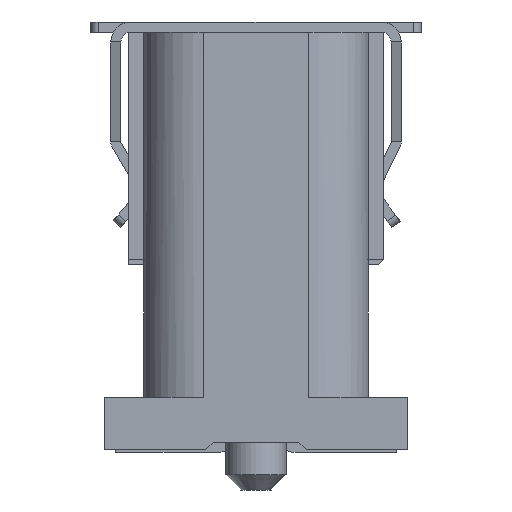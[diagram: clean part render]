
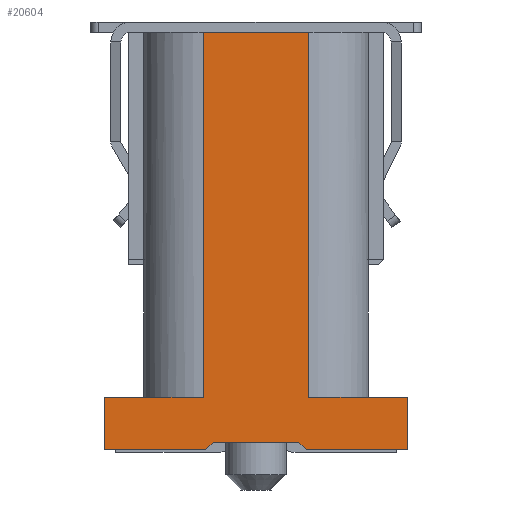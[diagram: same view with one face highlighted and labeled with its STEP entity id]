
A CAD part, left-side view. The second image highlights one B-rep face of the part: STEP entity #20604.
In plain terms, the highlighted planar face has unit normal (-1, 0, 0).
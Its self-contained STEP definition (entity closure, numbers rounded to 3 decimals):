
#812=ORIENTED_EDGE('',*,*,#6928,.F.);
#813=ORIENTED_EDGE('',*,*,#6907,.T.);
#814=ORIENTED_EDGE('',*,*,#6790,.F.);
#815=ORIENTED_EDGE('',*,*,#6819,.F.);
#816=ORIENTED_EDGE('',*,*,#6846,.F.);
#817=ORIENTED_EDGE('',*,*,#6848,.F.);
#818=ORIENTED_EDGE('',*,*,#6824,.F.);
#819=ORIENTED_EDGE('',*,*,#6834,.F.);
#820=ORIENTED_EDGE('',*,*,#6946,.F.);
#821=ORIENTED_EDGE('',*,*,#6917,.F.);
#822=ORIENTED_EDGE('',*,*,#6914,.F.);
#823=ORIENTED_EDGE('',*,*,#6931,.F.);
#6790=EDGE_CURVE('',#9887,#9888,#11939,.T.);
#6819=EDGE_CURVE('',#9911,#9887,#11963,.T.);
#6824=EDGE_CURVE('',#9916,#9917,#11967,.T.);
#6834=EDGE_CURVE('',#9923,#9916,#11977,.T.);
#6846=EDGE_CURVE('',#9931,#9911,#11987,.T.);
#6848=EDGE_CURVE('',#9917,#9931,#11989,.T.);
#6907=EDGE_CURVE('',#9971,#9888,#12046,.T.);
#6914=EDGE_CURVE('',#9977,#9973,#12051,.T.);
#6917=EDGE_CURVE('',#9973,#9979,#12054,.T.);
#6928=EDGE_CURVE('',#9971,#9987,#12063,.T.);
#6931=EDGE_CURVE('',#9987,#9977,#12066,.T.);
#6946=EDGE_CURVE('',#9979,#9923,#12080,.T.);
#9887=VERTEX_POINT('',#28085);
#9888=VERTEX_POINT('',#28087);
#9911=VERTEX_POINT('',#28140);
#9916=VERTEX_POINT('',#28151);
#9917=VERTEX_POINT('',#28153);
#9923=VERTEX_POINT('',#28170);
#9931=VERTEX_POINT('',#28194);
#9971=VERTEX_POINT('',#28315);
#9973=VERTEX_POINT('',#28320);
#9977=VERTEX_POINT('',#28328);
#9979=VERTEX_POINT('',#28333);
#9987=VERTEX_POINT('',#28358);
#11939=LINE('',#28086,#14911);
#11963=LINE('',#28141,#14935);
#11967=LINE('',#28152,#14939);
#11977=LINE('',#28171,#14949);
#11987=LINE('',#28195,#14959);
#11989=LINE('',#28198,#14961);
#12046=LINE('',#28314,#15018);
#12051=LINE('',#28329,#15023);
#12054=LINE('',#28335,#15026);
#12063=LINE('',#28357,#15035);
#12066=LINE('',#28362,#15038);
#12080=LINE('',#28392,#15052);
#14911=VECTOR('',#22782,1000.);
#14935=VECTOR('',#22820,1000.);
#14939=VECTOR('',#22828,1000.);
#14949=VECTOR('',#22842,1000.);
#14959=VECTOR('',#22864,1000.);
#14961=VECTOR('',#22868,1000.);
#15018=VECTOR('',#22965,1000.);
#15023=VECTOR('',#22976,1000.);
#15026=VECTOR('',#22981,1000.);
#15035=VECTOR('',#23002,1000.);
#15038=VECTOR('',#23007,1000.);
#15052=VECTOR('',#23033,1000.);
#17854=EDGE_LOOP('',(#812,#813,#814,#815,#816,#817,#818,#819,#820,#821,
#822,#823));
#18796=FACE_BOUND('',#17854,.T.);
#19733=PLANE('',#21597);
#20604=ADVANCED_FACE('',(#18796),#19733,.F.);
#21597=AXIS2_PLACEMENT_3D('',#28391,#23031,#23032);
#22782=DIRECTION('',(0.,-1.,0.));
#22820=DIRECTION('',(0.,0.,1.));
#22828=DIRECTION('',(0.,1.,0.));
#22842=DIRECTION('',(0.,0.707,-0.707));
#22864=DIRECTION('',(0.,-1.,0.));
#22868=DIRECTION('',(0.,0.,1.));
#22965=DIRECTION('',(0.,0.,1.));
#22976=DIRECTION('',(0.,1.,0.));
#22981=DIRECTION('',(0.,0.707,0.707));
#23002=DIRECTION('',(0.,-1.,0.));
#23007=DIRECTION('',(0.,0.,-1.));
#23031=DIRECTION('',(1.,0.,0.));
#23032=DIRECTION('',(0.,0.,-1.));
#23033=DIRECTION('',(0.,1.,0.));
#28085=CARTESIAN_POINT('',(-17.95,1.055,7.55));
#28086=CARTESIAN_POINT('',(-17.95,2.555,7.55));
#28087=CARTESIAN_POINT('',(-17.95,-1.055,7.55));
#28140=CARTESIAN_POINT('',(-17.95,1.055,0.25));
#28141=CARTESIAN_POINT('',(-17.95,1.055,0.));
#28151=CARTESIAN_POINT('',(-17.95,1.005,-0.8));
#28152=CARTESIAN_POINT('',(-17.95,1.005,-0.8));
#28153=CARTESIAN_POINT('',(-17.95,3.025,-0.8));
#28170=CARTESIAN_POINT('',(-17.95,0.855,-0.65));
#28171=CARTESIAN_POINT('',(-17.95,0.855,-0.65));
#28194=CARTESIAN_POINT('',(-17.95,3.025,0.25));
#28195=CARTESIAN_POINT('',(-17.95,3.025,0.25));
#28198=CARTESIAN_POINT('',(-17.95,3.025,-0.8));
#28314=CARTESIAN_POINT('',(-17.95,-1.055,0.));
#28315=CARTESIAN_POINT('',(-17.95,-1.055,0.25));
#28320=CARTESIAN_POINT('',(-17.95,-1.005,-0.8));
#28328=CARTESIAN_POINT('',(-17.95,-3.025,-0.8));
#28329=CARTESIAN_POINT('',(-17.95,-3.025,-0.8));
#28333=CARTESIAN_POINT('',(-17.95,-0.855,-0.65));
#28335=CARTESIAN_POINT('',(-17.95,-1.005,-0.8));
#28357=CARTESIAN_POINT('',(-17.95,3.025,0.25));
#28358=CARTESIAN_POINT('',(-17.95,-3.025,0.25));
#28362=CARTESIAN_POINT('',(-17.95,-3.025,0.25));
#28391=CARTESIAN_POINT('',(-17.95,2.555,7.55));
#28392=CARTESIAN_POINT('',(-17.95,-0.855,-0.65));
